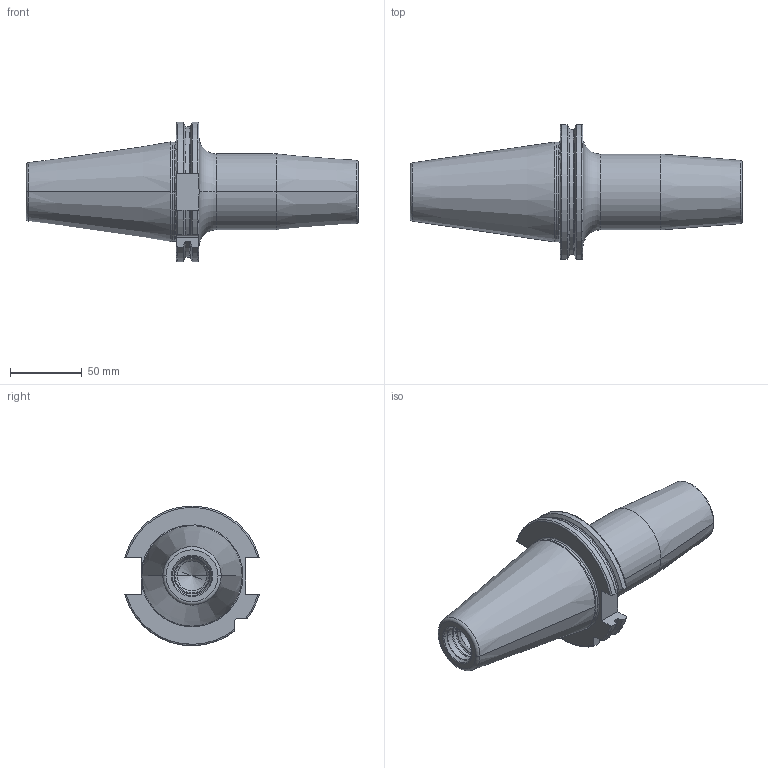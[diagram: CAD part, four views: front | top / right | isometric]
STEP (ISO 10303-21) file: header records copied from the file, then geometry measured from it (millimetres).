
FILE_DESCRIPTION((''),'2;1');
FILE_NAME('50-444-32','2011-09-06T',('mei'),(''),'PRO/ENGINEER BY PARAMETRIC TECHNOLOGY CORPORATION, 2010430','PRO/ENGINEER BY PARAMETRIC TECHNOLOGY CORPORATION, 2010430','');
FILE_SCHEMA(('CONFIG_CONTROL_DESIGN'));
Length unit declared in the file: millimetre
Products named in the file (1): 50-444-32
Bounding box: 231.6 x 94 x 97.29 mm (x, y, z)
Volume: 522890.9 mm3; surface area: 64643.3 mm2
Topology: 1 solids, 2 shells, 94 faces, 237 edges, 147 vertices
Faces by surface type: torus 28, cylinder 24, plane 22, cone 20
Entity records: 3073 total; most frequent: CARTESIAN_POINT 777, DIRECTION 491, ORIENTED_EDGE 466, EDGE_CURVE 235, AXIS2_PLACEMENT_3D 205, VERTEX_POINT 147, CIRCLE 110, EDGE_LOOP 98
